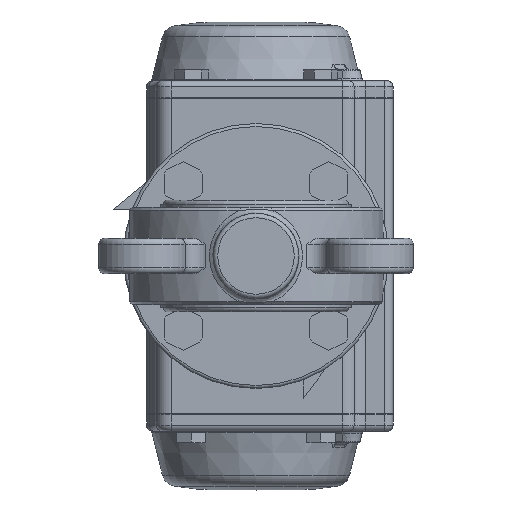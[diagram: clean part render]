
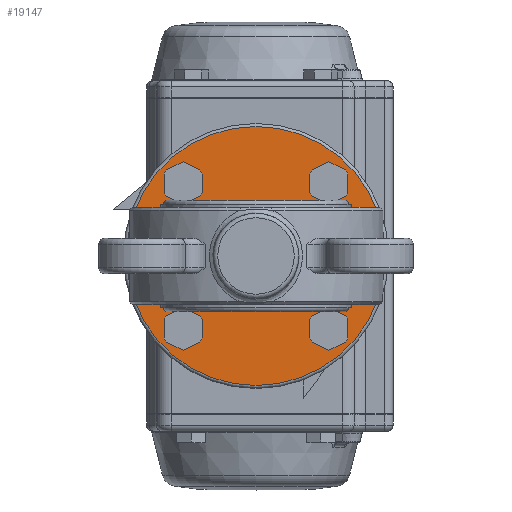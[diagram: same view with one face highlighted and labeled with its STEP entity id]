
A CAD part, front view. The second image highlights one B-rep face of the part: STEP entity #19147.
In plain terms, the highlighted planar face has unit normal (0, -1, 0).
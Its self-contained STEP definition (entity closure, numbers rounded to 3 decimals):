
#1179=PLANE('',#22898);
#4875=ORIENTED_EDGE('',*,*,#10312,.T.);
#4876=ORIENTED_EDGE('',*,*,#10313,.T.);
#4877=ORIENTED_EDGE('',*,*,#10314,.T.);
#4878=ORIENTED_EDGE('',*,*,#10315,.T.);
#4879=ORIENTED_EDGE('',*,*,#10316,.T.);
#4880=ORIENTED_EDGE('',*,*,#10317,.T.);
#10312=EDGE_CURVE('',#13068,#13068,#14815,.F.);
#10313=EDGE_CURVE('',#13069,#13069,#14816,.T.);
#10314=EDGE_CURVE('',#13070,#13070,#14817,.T.);
#10315=EDGE_CURVE('',#13071,#13071,#14818,.T.);
#10316=EDGE_CURVE('',#13072,#13072,#14819,.T.);
#10317=EDGE_CURVE('',#13073,#13073,#14820,.T.);
#13068=VERTEX_POINT('',#31652);
#13069=VERTEX_POINT('',#31654);
#13070=VERTEX_POINT('',#31656);
#13071=VERTEX_POINT('',#31658);
#13072=VERTEX_POINT('',#31660);
#13073=VERTEX_POINT('',#31662);
#14815=CIRCLE('',#22899,44.);
#14816=CIRCLE('',#22900,17.5);
#14817=CIRCLE('',#22901,5.);
#14818=CIRCLE('',#22902,5.);
#14819=CIRCLE('',#22903,5.);
#14820=CIRCLE('',#22904,5.);
#15798=EDGE_LOOP('',(#4875));
#15799=EDGE_LOOP('',(#4876));
#15800=EDGE_LOOP('',(#4877));
#15801=EDGE_LOOP('',(#4878));
#15802=EDGE_LOOP('',(#4879));
#15803=EDGE_LOOP('',(#4880));
#17323=FACE_BOUND('',#15798,.T.);
#17324=FACE_BOUND('',#15799,.T.);
#17325=FACE_BOUND('',#15800,.T.);
#17326=FACE_BOUND('',#15801,.T.);
#17327=FACE_BOUND('',#15802,.T.);
#17328=FACE_BOUND('',#15803,.T.);
#19147=ADVANCED_FACE('',(#17323,#17324,#17325,#17326,#17327,#17328),#1179,
 .F.);
#22898=AXIS2_PLACEMENT_3D('',#31650,#25539,#25540);
#22899=AXIS2_PLACEMENT_3D('',#31651,#25541,#25542);
#22900=AXIS2_PLACEMENT_3D('',#31653,#25543,#25544);
#22901=AXIS2_PLACEMENT_3D('',#31655,#25545,#25546);
#22902=AXIS2_PLACEMENT_3D('',#31657,#25547,#25548);
#22903=AXIS2_PLACEMENT_3D('',#31659,#25549,#25550);
#22904=AXIS2_PLACEMENT_3D('',#31661,#25551,#25552);
#25539=DIRECTION('',(0.,1.,0.));
#25540=DIRECTION('',(0.,0.,1.));
#25541=DIRECTION('',(0.,1.,0.));
#25542=DIRECTION('',(0.,0.,1.));
#25543=DIRECTION('',(0.,1.,0.));
#25544=DIRECTION('',(0.,0.,1.));
#25545=DIRECTION('',(0.,1.,0.));
#25546=DIRECTION('',(0.,0.,1.));
#25547=DIRECTION('',(0.,1.,0.));
#25548=DIRECTION('',(0.,0.,1.));
#25549=DIRECTION('',(0.,1.,0.));
#25550=DIRECTION('',(0.,0.,1.));
#25551=DIRECTION('',(0.,1.,0.));
#25552=DIRECTION('',(0.,0.,1.));
#31650=CARTESIAN_POINT('',(0.,121.,0.));
#31651=CARTESIAN_POINT('',(0.,121.,0.));
#31652=CARTESIAN_POINT('',(0.,121.,44.));
#31653=CARTESIAN_POINT('',(0.,121.,0.));
#31654=CARTESIAN_POINT('',(0.,121.,17.5));
#31655=CARTESIAN_POINT('',(-24.749,121.,24.749));
#31656=CARTESIAN_POINT('',(-24.749,121.,29.749));
#31657=CARTESIAN_POINT('',(24.749,121.,24.749));
#31658=CARTESIAN_POINT('',(24.749,121.,29.749));
#31659=CARTESIAN_POINT('',(24.749,121.,-24.749));
#31660=CARTESIAN_POINT('',(24.749,121.,-19.749));
#31661=CARTESIAN_POINT('',(-24.749,121.,-24.749));
#31662=CARTESIAN_POINT('',(-24.749,121.,-19.749));
